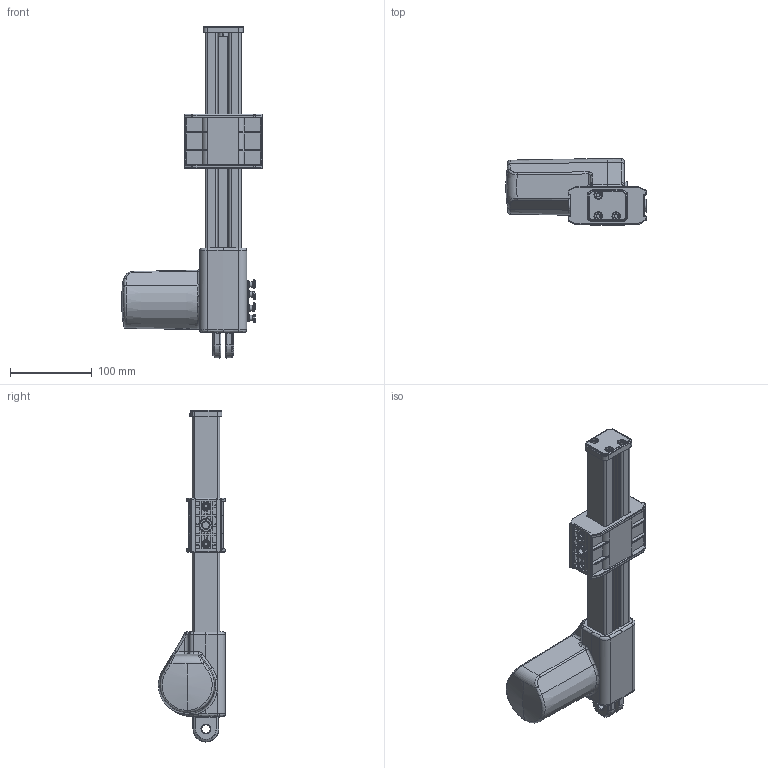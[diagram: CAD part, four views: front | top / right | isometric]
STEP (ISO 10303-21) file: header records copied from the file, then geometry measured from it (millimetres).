
FILE_DESCRIPTION (( 'STEP AP203' ), '1' );
FILE_NAME ('TA5P.STEP', '2011-05-20T07:33:42', ( 'Jeremy' ), ( '' ), 'SwSTEP 2.0', 'SolidWorks 2010', '' );
FILE_SCHEMA (( 'CONFIG_CONTROL_DESIGN' ));
Products named in the file (6): TA5P; 本體; 外管; NUT; 上蓋; 線扣
Assembly tree (5 placements, depth 2):
  TA5P
    線扣
    上蓋
    本體
    NUT
    外管
Bounding box: 172.5 x 82.13 x 406.43 mm (x, y, z)
Volume: 961812.2 mm3; surface area: 258330.6 mm2
Topology: 5 solids, 5 shells, 1787 faces, 4629 edges, 2863 vertices
Faces by surface type: plane 669, cylinder 642, bspline 167, cone 157, torus 138, sphere 14
Entity records: 77159 total; most frequent: CARTESIAN_POINT 34404, ORIENTED_EDGE 9222, DIRECTION 8505, EDGE_CURVE 4611, AXIS2_PLACEMENT_3D 3075, VERTEX_POINT 2863, LINE 2355, VECTOR 2355
